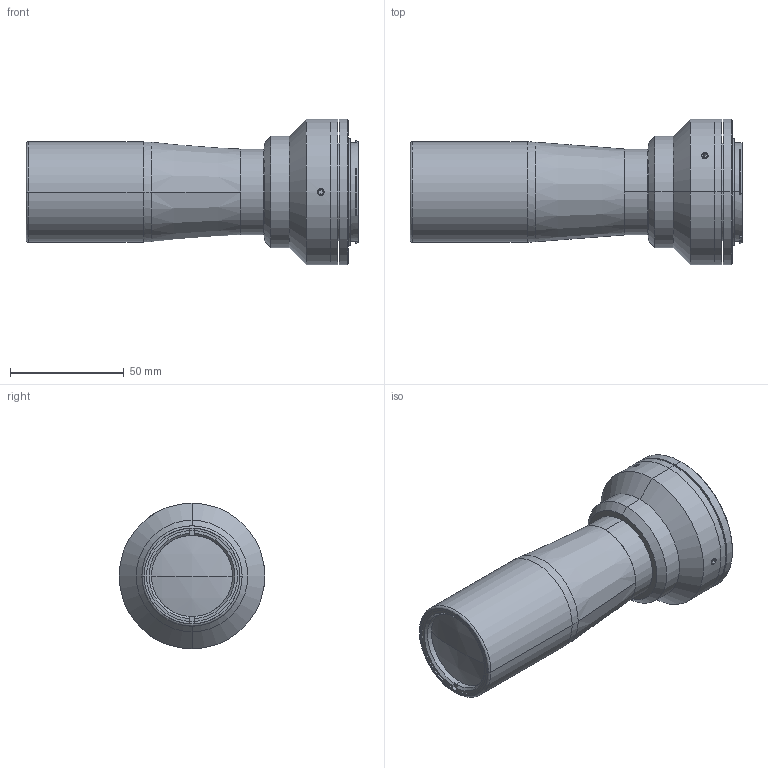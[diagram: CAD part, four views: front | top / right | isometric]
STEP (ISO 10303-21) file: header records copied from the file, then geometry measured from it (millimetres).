
FILE_DESCRIPTION (( 'STEP AP203' ), '1' );
FILE_NAME ('DP71388_TC2MHR024-F.step', '2021-10-01T13:06:04', ( '' ), ( '' ), 'SwSTEP 2.0', 'SolidWorks 2021', '' );
FILE_SCHEMA (( 'CONFIG_CONTROL_DESIGN' ));
Length unit declared in the file: millimetre
Products named in the file (1): DP71388_TC2MHR024-F
Bounding box: 145.72 x 64 x 64 mm (x, y, z)
Surface area: 36661.3 mm2 (no closed solid volume)
Topology: 0 solids, 19 shells, 179 faces, 512 edges, 344 vertices
Faces by surface type: plane 80, cylinder 55, cone 30, torus 10, sphere 4
Entity records: 6034 total; most frequent: CARTESIAN_POINT 1224, DIRECTION 1073, ORIENTED_EDGE 840, EDGE_CURVE 506, AXIS2_PLACEMENT_3D 409, VERTEX_POINT 344, VECTOR 255, LINE 255
